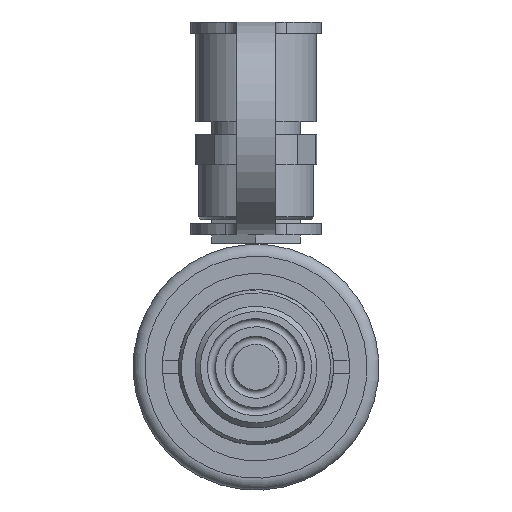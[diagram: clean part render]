
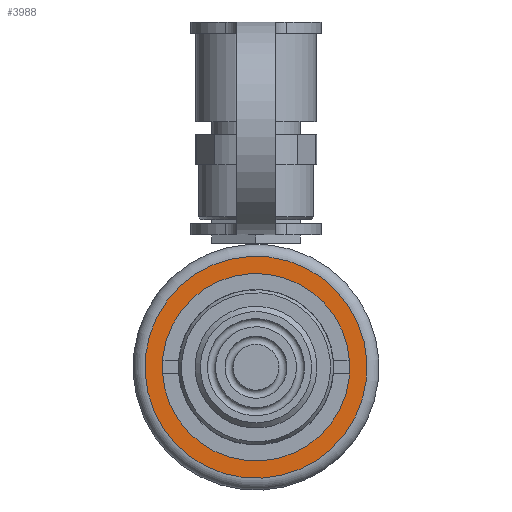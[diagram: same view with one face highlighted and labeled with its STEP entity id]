
A CAD part, left-side view. The second image highlights one B-rep face of the part: STEP entity #3988.
In plain terms, the highlighted planar face has unit normal (-1, 0, 0).
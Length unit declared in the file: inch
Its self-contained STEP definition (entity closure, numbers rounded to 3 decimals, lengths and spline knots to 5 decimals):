
#54 = ORIENTED_EDGE ( 'NONE', *, *, #2485, .F. ) ;
#275 = DIRECTION ( 'NONE',  ( -1., 0., 0. ) ) ;
#1541 = EDGE_LOOP ( 'NONE', ( #3824 ) ) ;
#1928 = DIRECTION ( 'NONE',  ( -1., 0., 0. ) ) ;
#2291 = CARTESIAN_POINT ( 'NONE',  ( -0.2, 0., 0. ) ) ;
#2349 = AXIS2_PLACEMENT_3D ( 'NONE', #2291, #275, #6391 ) ;
#2485 = EDGE_CURVE ( 'NONE', #5965, #5965, #3591, .T. ) ;
#2628 = PLANE ( 'NONE',  #5323 ) ;
#2755 = DIRECTION ( 'NONE',  ( 0., -0.059, -0.998 ) ) ;
#3591 = CIRCLE ( 'NONE', #7473, 1.0575 ) ;
#3824 = ORIENTED_EDGE ( 'NONE', *, *, #6850, .T. ) ;
#3988 = ADVANCED_FACE ( 'NONE', ( #8828, #5664 ), #2628, .F. ) ;
#4951 = CARTESIAN_POINT ( 'NONE',  ( -0.2, 0., 0. ) ) ;
#5323 = AXIS2_PLACEMENT_3D ( 'NONE', #10855, #8756, #2755 ) ;
#5664 = FACE_OUTER_BOUND ( 'NONE', #1541, .T. ) ;
#5965 = VERTEX_POINT ( 'NONE', #6911 ) ;
#6391 = DIRECTION ( 'NONE',  ( 0., 0.059, 0.998 ) ) ;
#6836 = EDGE_LOOP ( 'NONE', ( #54 ) ) ;
#6850 = EDGE_CURVE ( 'NONE', #8932, #8932, #7067, .T. ) ;
#6911 = CARTESIAN_POINT ( 'NONE',  ( -0.2, 0.0621, 1.05568 ) ) ;
#7067 = CIRCLE ( 'NONE', #2349, 1.2525 ) ;
#7473 = AXIS2_PLACEMENT_3D ( 'NONE', #4951, #1928, #9277 ) ;
#8756 = DIRECTION ( 'NONE',  ( 1., 0., 0. ) ) ;
#8828 = FACE_BOUND ( 'NONE', #6836, .T. ) ;
#8932 = VERTEX_POINT ( 'NONE', #13062 ) ;
#9277 = DIRECTION ( 'NONE',  ( 0., 0.059, 0.998 ) ) ;
#10855 = CARTESIAN_POINT ( 'NONE',  ( -0.2, 1.05568, -0.0621 ) ) ;
#13062 = CARTESIAN_POINT ( 'NONE',  ( -0.2, 0.07355, 1.25034 ) ) ;
